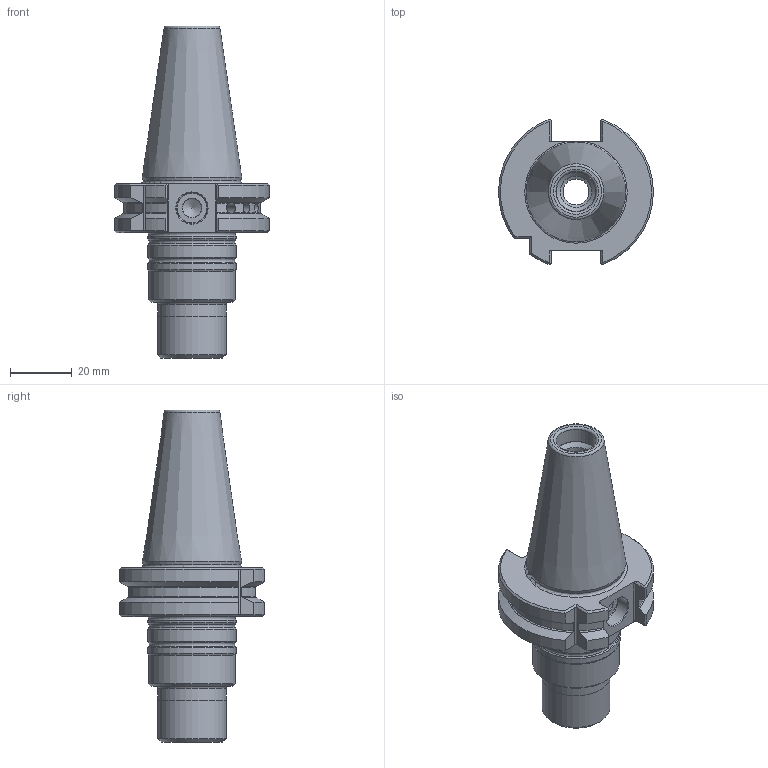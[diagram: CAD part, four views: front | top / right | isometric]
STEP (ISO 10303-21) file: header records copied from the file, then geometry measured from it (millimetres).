
FILE_DESCRIPTION(/* description */ (''),/* implementation_level */ '2;1');
FILE_NAME(/* name */ '423011630.stp',/* time_stamp */ '2021-01-08T12:43:39',/* author */ ('LRA'),/* organization */ ('REGO-FIX'),/* preprocessor_version */ ' Unknown',/* originating_system */ 'SIEMENS PLM Software Solid Edge ST10',/* authorization */ 'Unknown');
FILE_SCHEMA (('AUTOMOTIVE_DESIGN { 1 0 10303 214 2 1 1}'));
Length unit declared in the file: millimetre
Products named in the file (1): NOCUT
Bounding box: 49.99 x 46.89 x 107.15 mm (x, y, z)
Volume: 62121.2 mm3; surface area: 16780.1 mm2
Topology: 1 solids, 1 shells, 131 faces, 343 edges, 215 vertices
Faces by surface type: cylinder 41, plane 41, cone 35, torus 14
Full cylindrical faces by diameter (mm): 3.5 x3, 6 x1, 8.376 x1, 10 x1, 10.1 x1, 10.106 x1, 10.5 x1, 13 x1, 22 x2, 28 x1, 28.5 x3
Entity records: 4680 total; most frequent: CARTESIAN_POINT 830, DIRECTION 597, ORIENTED_EDGE 560, EDGE_CURVE 280, AXIS2_PLACEMENT_3D 247, VERTEX_POINT 203, FACE_BOUND 185, EDGE_LOOP 181
